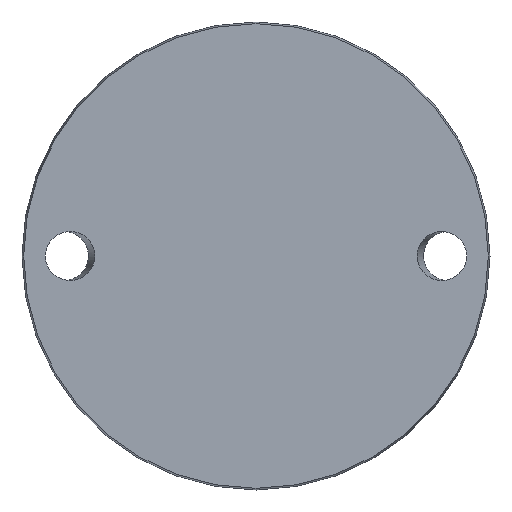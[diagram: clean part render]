
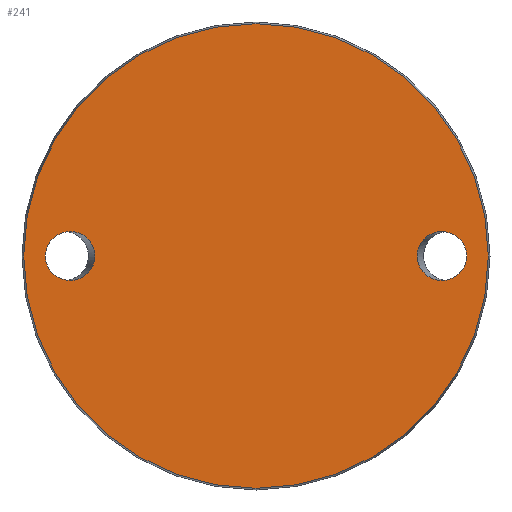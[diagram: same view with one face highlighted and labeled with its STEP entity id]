
A CAD part, front view. The second image highlights one B-rep face of the part: STEP entity #241.
In plain terms, the highlighted planar face has unit normal (0, -1, 0).
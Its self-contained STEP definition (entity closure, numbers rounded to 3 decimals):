
#16 = CARTESIAN_POINT ( 'NONE',  ( 54.385, 0., 16.5 ) ) ;
#26 = CARTESIAN_POINT ( 'NONE',  ( 54.385, 0., 0. ) ) ;
#29 = CARTESIAN_POINT ( 'NONE',  ( 71.115, 0., 16.5 ) ) ;
#31 = CARTESIAN_POINT ( 'NONE',  ( 54.385, 0., -16.5 ) ) ;
#41 = FACE_BOUND ( 'NONE', #338, .T. ) ;
#45 = VERTEX_POINT ( 'NONE', #581 ) ;
#90 = ORIENTED_EDGE ( 'NONE', *, *, #575, .T. ) ;
#91 = CARTESIAN_POINT ( 'NONE',  ( -71.115, 0., 0. ) ) ;
#136 = CARTESIAN_POINT ( 'NONE',  ( 0., 0., 0. ) ) ;
#145 = CARTESIAN_POINT ( 'NONE',  ( -54.385, 0., -16.5 ) ) ;
#154 = EDGE_LOOP ( 'NONE', ( #90 ) ) ;
#155 = CARTESIAN_POINT ( 'NONE',  ( -71.115, 0., -16.5 ) ) ;
#204 = EDGE_LOOP ( 'NONE', ( #770 ) ) ;
#237 = DIRECTION ( 'NONE',  ( 0., 0., 1. ) ) ;
#241 = ADVANCED_FACE ( 'NONE', ( #41, #281, #285 ), #789, .F. ) ;
#257 = CARTESIAN_POINT ( 'NONE',  ( 71.115, 0., 0. ) ) ;
#264 = AXIS2_PLACEMENT_3D ( 'NONE', #136, #316, #504 ) ;
#281 = FACE_BOUND ( 'NONE', #154, .T. ) ;
#282 = CARTESIAN_POINT ( 'NONE',  ( -71.115, 0., 0. ) ) ;
#285 = FACE_OUTER_BOUND ( 'NONE', #204, .T. ) ;
#288 = CIRCLE ( 'NONE', #264, 78.425 ) ;
#316 = DIRECTION ( 'NONE',  ( 0., -1., 0. ) ) ;
#329 = CARTESIAN_POINT ( 'NONE',  ( -71.115, 0., 16.5 ) ) ;
#338 = EDGE_LOOP ( 'NONE', ( #644 ) ) ;
#381 = CARTESIAN_POINT ( 'NONE',  ( 71.115, 0., 0. ) ) ;
#388 = CARTESIAN_POINT ( 'NONE',  ( -54.385, 0., 16.5 ) ) ;
#394 =( BOUNDED_CURVE ( )  B_SPLINE_CURVE ( 3, ( #381, #639, #31, #26, #16, #29, #257 ),
 .UNSPECIFIED., .T., .F. ) 
 B_SPLINE_CURVE_WITH_KNOTS ( ( 4, 3, 4 ),
 ( 0., 3.142, 6.283 ),
 .UNSPECIFIED. ) 
 CURVE ( )  GEOMETRIC_REPRESENTATION_ITEM ( )  RATIONAL_B_SPLINE_CURVE ( ( 1., 0.333, 0.333, 1., 0.333, 0.333, 1. ) ) 
 REPRESENTATION_ITEM ( '' )  );
#454 = AXIS2_PLACEMENT_3D ( 'NONE', #663, #781, #237 ) ;
#504 = DIRECTION ( 'NONE',  ( 0., 0., -1. ) ) ;
#527 = EDGE_CURVE ( 'NONE', #702, #702, #759, .T. ) ;
#528 = CARTESIAN_POINT ( 'NONE',  ( 71.115, 0., 0. ) ) ;
#575 = EDGE_CURVE ( 'NONE', #652, #652, #394, .T. ) ;
#581 = CARTESIAN_POINT ( 'NONE',  ( 0., 0., -78.425 ) ) ;
#633 = CARTESIAN_POINT ( 'NONE',  ( -54.385, 0., 0. ) ) ;
#639 = CARTESIAN_POINT ( 'NONE',  ( 71.115, 0., -16.5 ) ) ;
#644 = ORIENTED_EDGE ( 'NONE', *, *, #527, .T. ) ;
#652 = VERTEX_POINT ( 'NONE', #528 ) ;
#663 = CARTESIAN_POINT ( 'NONE',  ( -78.425, 0., 0. ) ) ;
#688 = CARTESIAN_POINT ( 'NONE',  ( -71.115, 0., 0. ) ) ;
#700 = EDGE_CURVE ( 'NONE', #45, #45, #288, .T. ) ;
#702 = VERTEX_POINT ( 'NONE', #282 ) ;
#759 =( BOUNDED_CURVE ( )  B_SPLINE_CURVE ( 3, ( #688, #329, #388, #633, #145, #155, #91 ),
 .UNSPECIFIED., .T., .F. ) 
 B_SPLINE_CURVE_WITH_KNOTS ( ( 4, 3, 4 ),
 ( 0., 3.142, 6.283 ),
 .UNSPECIFIED. ) 
 CURVE ( )  GEOMETRIC_REPRESENTATION_ITEM ( )  RATIONAL_B_SPLINE_CURVE ( ( 1., 0.333, 0.333, 1., 0.333, 0.333, 1. ) ) 
 REPRESENTATION_ITEM ( '' )  );
#770 = ORIENTED_EDGE ( 'NONE', *, *, #700, .T. ) ;
#781 = DIRECTION ( 'NONE',  ( 0., 1., 0. ) ) ;
#789 = PLANE ( 'NONE',  #454 ) ;
